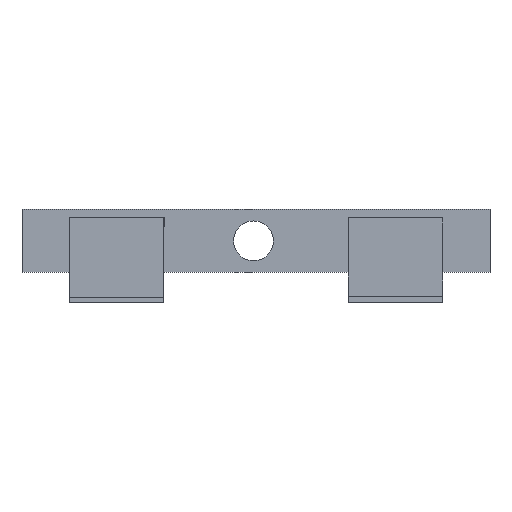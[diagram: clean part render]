
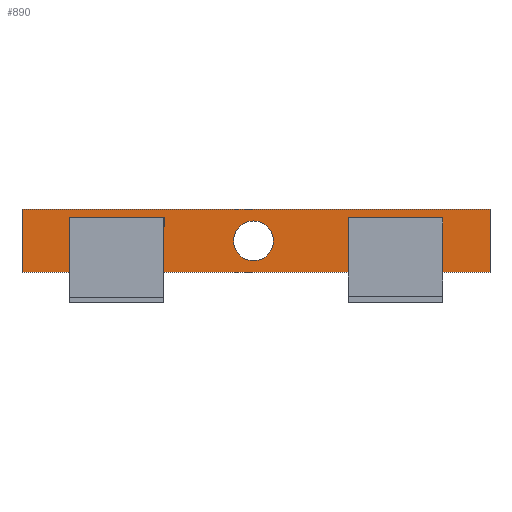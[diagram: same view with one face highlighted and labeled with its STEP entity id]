
A CAD part, top view. The second image highlights one B-rep face of the part: STEP entity #890.
In plain terms, the highlighted planar face has unit normal (0, 0, 1).
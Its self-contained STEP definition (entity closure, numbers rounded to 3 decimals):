
#15=FACE_BOUND('',#152,.T.);
#16=FACE_BOUND('',#153,.T.);
#17=FACE_BOUND('',#154,.T.);
#61=PLANE('',#951);
#106=FACE_OUTER_BOUND('',#151,.T.);
#151=EDGE_LOOP('',(#828,#829,#830,#831));
#152=EDGE_LOOP('',(#832));
#153=EDGE_LOOP('',(#833,#834,#835,#836));
#154=EDGE_LOOP('',(#837,#838,#839,#840));
#202=LINE('',#1268,#322);
#216=LINE('',#1296,#336);
#231=LINE('',#1326,#351);
#240=LINE('',#1344,#360);
#253=LINE('',#1369,#373);
#255=LINE('',#1373,#375);
#262=LINE('',#1386,#382);
#264=LINE('',#1391,#384);
#267=LINE('',#1399,#387);
#270=LINE('',#1405,#390);
#273=LINE('',#1411,#393);
#276=LINE('',#1415,#396);
#322=VECTOR('',#1034,10.);
#336=VECTOR('',#1052,10.);
#351=VECTOR('',#1071,10.);
#360=VECTOR('',#1082,10.);
#373=VECTOR('',#1115,10.);
#375=VECTOR('',#1121,10.);
#382=VECTOR('',#1136,10.);
#384=VECTOR('',#1144,10.);
#387=VECTOR('',#1149,10.);
#390=VECTOR('',#1154,10.);
#393=VECTOR('',#1159,10.);
#396=VECTOR('',#1164,10.);
#398=CIRCLE('',#908,1.265);
#400=VERTEX_POINT('',#1173);
#433=VERTEX_POINT('',#1265);
#434=VERTEX_POINT('',#1267);
#445=VERTEX_POINT('',#1293);
#446=VERTEX_POINT('',#1295);
#458=VERTEX_POINT('',#1323);
#459=VERTEX_POINT('',#1325);
#466=VERTEX_POINT('',#1341);
#467=VERTEX_POINT('',#1343);
#474=VERTEX_POINT('',#1396);
#475=VERTEX_POINT('',#1398);
#477=VERTEX_POINT('',#1404);
#479=VERTEX_POINT('',#1410);
#482=EDGE_CURVE('',#400,#400,#398,.T.);
#527=EDGE_CURVE('',#433,#434,#202,.T.);
#541=EDGE_CURVE('',#445,#446,#216,.T.);
#556=EDGE_CURVE('',#458,#459,#231,.T.);
#565=EDGE_CURVE('',#466,#467,#240,.T.);
#578=EDGE_CURVE('',#446,#458,#253,.T.);
#580=EDGE_CURVE('',#434,#466,#255,.T.);
#587=EDGE_CURVE('',#467,#433,#262,.T.);
#589=EDGE_CURVE('',#459,#445,#264,.T.);
#592=EDGE_CURVE('',#475,#474,#267,.T.);
#595=EDGE_CURVE('',#477,#475,#270,.T.);
#598=EDGE_CURVE('',#479,#477,#273,.T.);
#601=EDGE_CURVE('',#474,#479,#276,.T.);
#828=ORIENTED_EDGE('',*,*,#601,.T.);
#829=ORIENTED_EDGE('',*,*,#598,.T.);
#830=ORIENTED_EDGE('',*,*,#595,.T.);
#831=ORIENTED_EDGE('',*,*,#592,.T.);
#832=ORIENTED_EDGE('',*,*,#482,.T.);
#833=ORIENTED_EDGE('',*,*,#580,.F.);
#834=ORIENTED_EDGE('',*,*,#527,.F.);
#835=ORIENTED_EDGE('',*,*,#587,.F.);
#836=ORIENTED_EDGE('',*,*,#565,.F.);
#837=ORIENTED_EDGE('',*,*,#589,.F.);
#838=ORIENTED_EDGE('',*,*,#556,.F.);
#839=ORIENTED_EDGE('',*,*,#578,.F.);
#840=ORIENTED_EDGE('',*,*,#541,.F.);
#890=ADVANCED_FACE('',(#106,#15,#16,#17),#61,.T.);
#908=AXIS2_PLACEMENT_3D('',#1175,#960,#961);
#951=AXIS2_PLACEMENT_3D('',#1416,#1165,#1166);
#960=DIRECTION('center_axis',(0.,0.,-1.));
#961=DIRECTION('ref_axis',(-1.,0.,0.));
#1034=DIRECTION('',(0.,-1.,0.));
#1052=DIRECTION('',(0.,-1.,0.));
#1071=DIRECTION('',(0.,1.,0.));
#1082=DIRECTION('',(0.,1.,0.));
#1115=DIRECTION('',(1.,0.,0.));
#1121=DIRECTION('',(1.,0.,0.));
#1136=DIRECTION('',(-1.,0.,0.));
#1144=DIRECTION('',(-1.,0.,0.));
#1149=DIRECTION('',(0.,-1.,0.));
#1154=DIRECTION('',(-1.,0.,0.));
#1159=DIRECTION('',(0.,1.,0.));
#1164=DIRECTION('',(1.,0.,0.));
#1165=DIRECTION('center_axis',(0.,0.,1.));
#1166=DIRECTION('ref_axis',(1.,0.,0.));
#1173=CARTESIAN_POINT('',(187.698,219.563,1.));
#1175=CARTESIAN_POINT('Origin',(186.433,219.563,1.));
#1265=CARTESIAN_POINT('',(174.746,220.438,1.));
#1267=CARTESIAN_POINT('',(174.746,218.638,1.));
#1268=CARTESIAN_POINT('',(174.746,220.001,1.));
#1293=CARTESIAN_POINT('',(192.433,220.438,1.));
#1295=CARTESIAN_POINT('',(192.433,218.638,1.));
#1296=CARTESIAN_POINT('',(192.433,220.001,1.));
#1323=CARTESIAN_POINT('',(198.433,218.638,1.));
#1325=CARTESIAN_POINT('',(198.433,220.438,1.));
#1326=CARTESIAN_POINT('',(198.433,219.101,1.));
#1341=CARTESIAN_POINT('',(180.746,218.638,1.));
#1343=CARTESIAN_POINT('',(180.746,220.438,1.));
#1344=CARTESIAN_POINT('',(180.746,219.101,1.));
#1369=CARTESIAN_POINT('',(189.511,218.638,1.));
#1373=CARTESIAN_POINT('',(180.668,218.638,1.));
#1386=CARTESIAN_POINT('',(183.668,220.438,1.));
#1391=CARTESIAN_POINT('',(192.511,220.438,1.));
#1396=CARTESIAN_POINT('',(171.746,217.563,1.));
#1398=CARTESIAN_POINT('',(171.746,221.563,1.));
#1399=CARTESIAN_POINT('',(171.746,217.563,1.));
#1404=CARTESIAN_POINT('',(201.433,221.563,1.));
#1405=CARTESIAN_POINT('',(171.746,221.563,1.));
#1410=CARTESIAN_POINT('',(201.433,217.563,1.));
#1411=CARTESIAN_POINT('',(201.433,221.563,1.));
#1415=CARTESIAN_POINT('',(201.433,217.563,1.));
#1416=CARTESIAN_POINT('Origin',(186.59,219.563,1.));
